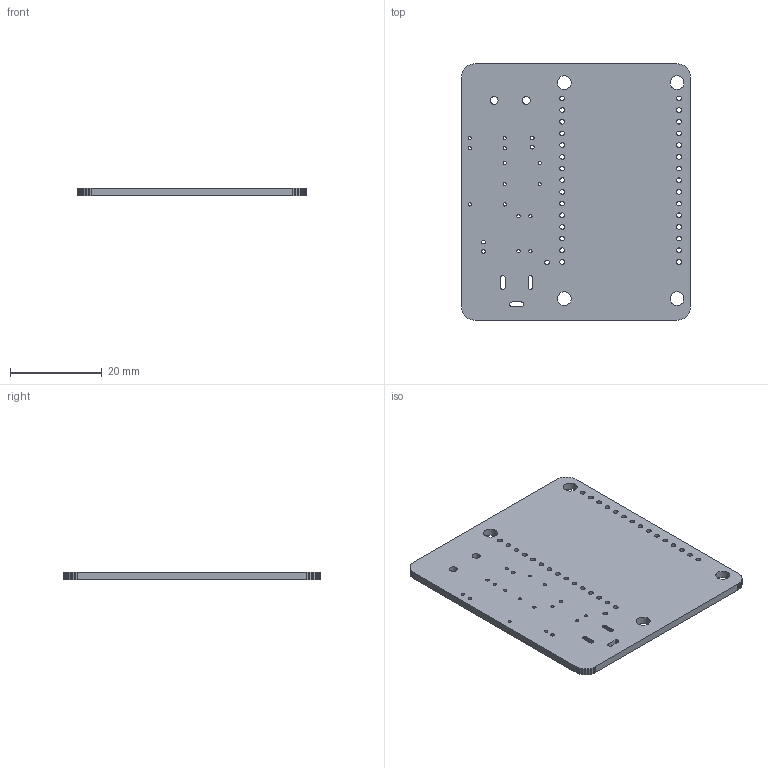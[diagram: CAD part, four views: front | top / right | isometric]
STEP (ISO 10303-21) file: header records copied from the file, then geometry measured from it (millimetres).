
FILE_DESCRIPTION(('KiCad electronic assembly'),'2;1');
FILE_NAME('esp32-emon.step','2023-05-01T22:32:51',('Pcbnew'),('Kicad'), 'Open CASCADE STEP processor 7.5','KiCad to STEP converter','Unknown' );
FILE_SCHEMA(('AUTOMOTIVE_DESIGN { 1 0 10303 214 1 1 1 1 }'));
Length unit declared in the file: millimetre
Products named in the file (2): esp32-emon 1; esp32-emon PCB
Assembly tree (1 placements, depth 2):
  esp32-emon 1
    esp32-emon PCB
Bounding box: 49.8 x 55.8 x 1.6 mm (x, y, z)
Volume: 4315.6 mm3; surface area: 6059.9 mm2
Topology: 1 solids, 1 shells, 189 faces, 561 edges, 374 vertices
Faces by surface type: plane 134, cylinder 55
Full cylindrical faces by diameter (mm): 0.7 x14, 0.8 x4, 1 x1, 1.02 x30, 1.7 x2, 3 x4
Entity records: 14207 total; most frequent: CARTESIAN_POINT 2908, DIRECTION 2065, LINE 1463, VECTOR 1463, ORIENTED_EDGE 1122, PCURVE 1122, DEFINITIONAL_REPRESENTATION 1122, EDGE_CURVE 561
